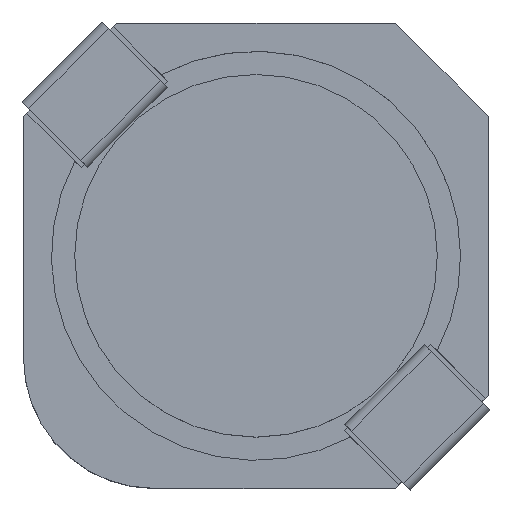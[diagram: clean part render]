
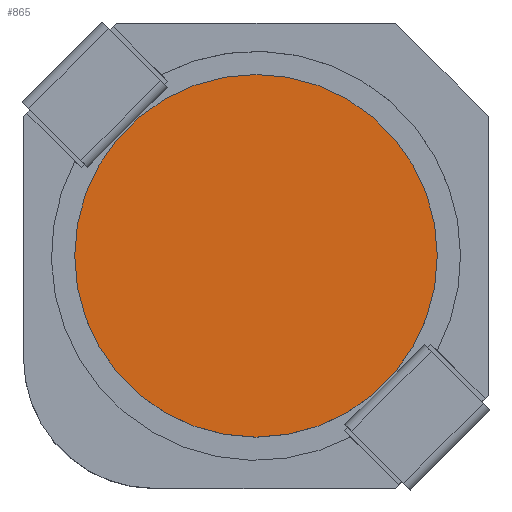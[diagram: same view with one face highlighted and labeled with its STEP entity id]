
A CAD part, top view. The second image highlights one B-rep face of the part: STEP entity #865.
In plain terms, the highlighted planar face has unit normal (0, 0, 1).
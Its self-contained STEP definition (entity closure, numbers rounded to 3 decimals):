
#116 = EDGE_CURVE ( 'NONE', #1615, #976, #2680, .T. ) ;
#185 = DIRECTION ( 'NONE',  ( 0., 0., 1. ) ) ;
#358 = DIRECTION ( 'NONE',  ( 0., 0., 1. ) ) ;
#434 = CARTESIAN_POINT ( 'NONE',  ( 0., 0., 2. ) ) ;
#705 = CARTESIAN_POINT ( 'NONE',  ( 1.95, 0., 2. ) ) ;
#865 = ADVANCED_FACE ( 'NONE', ( #1613 ), #2032, .T. ) ;
#899 = DIRECTION ( 'NONE',  ( 0., 0., 1. ) ) ;
#976 = VERTEX_POINT ( 'NONE', #705 ) ;
#1088 = EDGE_LOOP ( 'NONE', ( #2048, #2948 ) ) ;
#1103 = DIRECTION ( 'NONE',  ( 1., 0., 0. ) ) ;
#1613 = FACE_OUTER_BOUND ( 'NONE', #1088, .T. ) ;
#1615 = VERTEX_POINT ( 'NONE', #1956 ) ;
#1854 = AXIS2_PLACEMENT_3D ( 'NONE', #434, #899, #2470 ) ;
#1956 = CARTESIAN_POINT ( 'NONE',  ( -1.95, 0., 2. ) ) ;
#2032 = PLANE ( 'NONE',  #1854 ) ;
#2048 = ORIENTED_EDGE ( 'NONE', *, *, #2075, .T. ) ;
#2075 = EDGE_CURVE ( 'NONE', #976, #1615, #2475, .T. ) ;
#2152 = AXIS2_PLACEMENT_3D ( 'NONE', #2491, #185, #2923 ) ;
#2181 = CARTESIAN_POINT ( 'NONE',  ( 0., 0., 2. ) ) ;
#2377 = AXIS2_PLACEMENT_3D ( 'NONE', #2181, #358, #1103 ) ;
#2470 = DIRECTION ( 'NONE',  ( 1., 0., 0. ) ) ;
#2475 = CIRCLE ( 'NONE', #2152, 1.95 ) ;
#2491 = CARTESIAN_POINT ( 'NONE',  ( 0., 0., 2. ) ) ;
#2680 = CIRCLE ( 'NONE', #2377, 1.95 ) ;
#2923 = DIRECTION ( 'NONE',  ( 1., 0., 0. ) ) ;
#2948 = ORIENTED_EDGE ( 'NONE', *, *, #116, .T. ) ;
